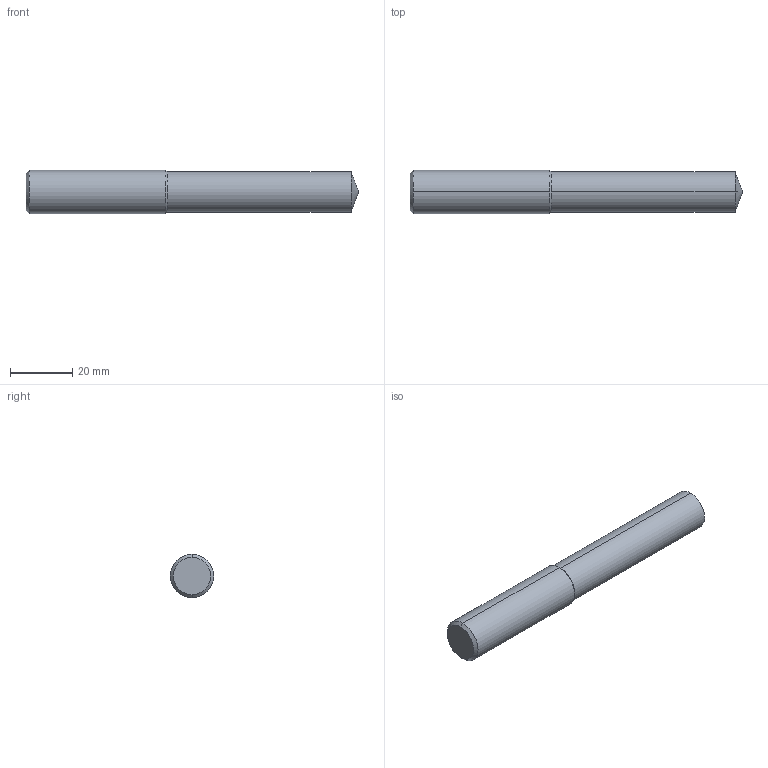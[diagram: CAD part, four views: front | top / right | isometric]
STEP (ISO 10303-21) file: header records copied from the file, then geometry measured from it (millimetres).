
FILE_DESCRIPTION (( 'STEP AP203' ), '1' );
FILE_NAME ('407008-DFX3-509A.STEP', '2024-10-02T21:42:54', ( '' ), ( '' ), 'SwSTEP 2.0', 'SolidWorks 2024', '' );
FILE_SCHEMA (( 'CONFIG_CONTROL_DESIGN' ));
Length unit declared in the file: inch
Products named in the file (1): 407008-DFX3-509A
Bounding box: 107 x 14 x 14 mm (x, y, z)
Volume: 14866.8 mm3; surface area: 4685.3 mm2
Topology: 1 solids, 1 shells, 12 faces, 22 edges, 12 vertices
Faces by surface type: cone 6, cylinder 4, plane 2
Entity records: 373 total; most frequent: DIRECTION 60, CARTESIAN_POINT 47, ORIENTED_EDGE 44, AXIS2_PLACEMENT_3D 25, EDGE_CURVE 22, FACE_OUTER_BOUND 12, EDGE_LOOP 12, ADVANCED_FACE 12
